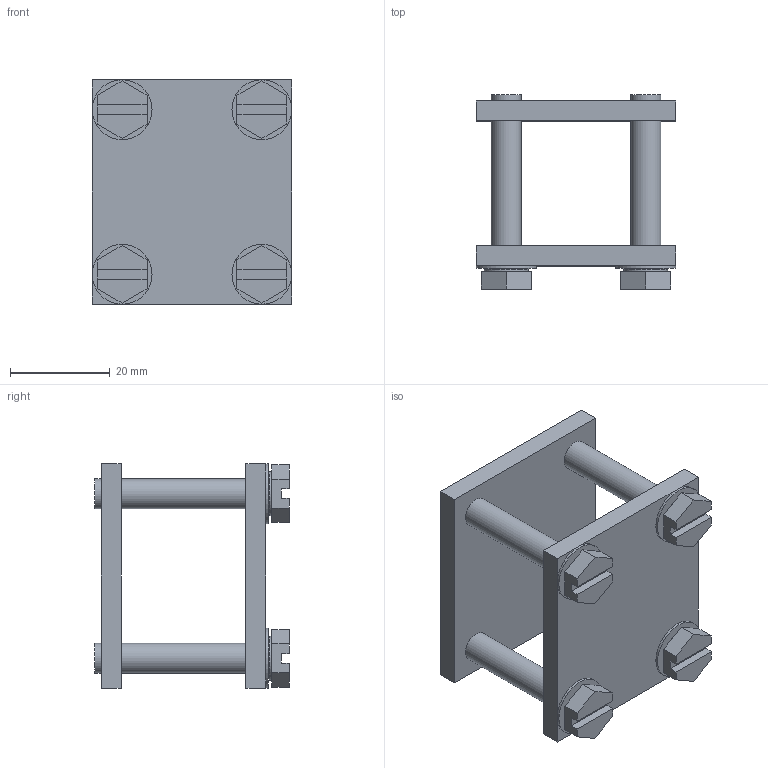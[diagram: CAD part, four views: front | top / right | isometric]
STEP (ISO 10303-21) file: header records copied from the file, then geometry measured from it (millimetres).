
FILE_DESCRIPTION(/* description */ ('STEP AP214'),/* implementation_level */ '2;1');
FILE_NAME(/* name */ '01996',/* time_stamp */ '2024-11-11T16:43:39+01:00',/* author */ ('License CC BY-ND 4.0'),/* organization */ ('CADENAS'),/* preprocessor_version */ 'ST-DEVELOPER v19.3',/* originating_system */ 'PARTsolutions',/* authorisation */ ' ');
FILE_SCHEMA (('AUTOMOTIVE_DESIGN {1 0 10303 214 3 1 1}'));
Length unit declared in the file: millimetre
Products named in the file (1): 01996
Bounding box: 40 x 39 x 45 mm (x, y, z)
Volume: 18835.8 mm3; surface area: 11517.8 mm2
Topology: 1 solids, 1 shells, 96 faces, 226 edges, 150 vertices
Faces by surface type: plane 76, cylinder 20
Full cylindrical faces by diameter (mm): 6 x12, 8.8 x4, 12 x4
Entity records: 3256 total; most frequent: DIRECTION 434, CARTESIAN_POINT 433, ORIENTED_EDGE 392, EDGE_CURVE 196, LINE 152, VECTOR 152, AXIS2_PLACEMENT_3D 141, VERTEX_POINT 140
